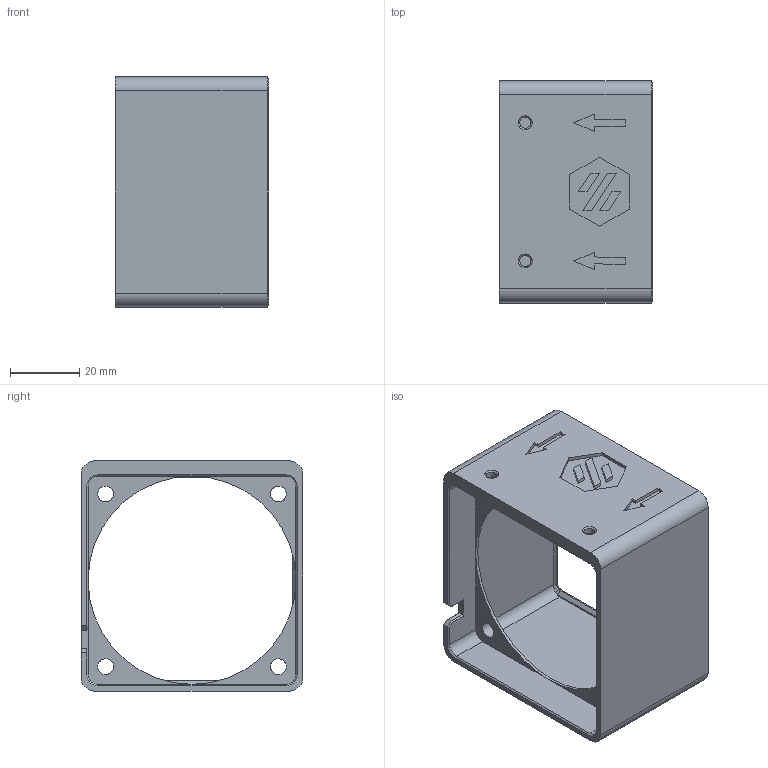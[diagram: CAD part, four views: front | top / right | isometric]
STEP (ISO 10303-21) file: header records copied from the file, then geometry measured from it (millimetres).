
FILE_DESCRIPTION(/* description */ (''),/* implementation_level */ '2;1');
FILE_NAME(/* name */ 'exhaust_housing.step',/* time_stamp */ '2020-09-11T11:31:20-07:00',/* author */ (''),/* organization */ (''),/* preprocessor_version */ 'ST-DEVELOPER v18.1',/* originating_system */ 'Autodesk Translation Framework v9.3.0.1241',/* authorisation */ '');
FILE_SCHEMA (('AUTOMOTIVE_DESIGN { 1 0 10303 214 3 1 1 }'));
Length unit declared in the file: millimetre
Products named in the file (1): chamber_exhaust
Bounding box: 44.4 x 64.2 x 66.7 mm (x, y, z)
Volume: 27596.9 mm3; surface area: 24817.7 mm2
Topology: 1 solids, 1 shells, 138 faces, 361 edges, 226 vertices
Faces by surface type: plane 92, cylinder 25, cone 19, bspline 2
Full cylindrical faces by diameter (mm): 3.2 x2, 4.6 x4, 6.2 x2, 60.2 x1
Entity records: 4399 total; most frequent: CARTESIAN_POINT 941, ORIENTED_EDGE 722, DIRECTION 696, EDGE_CURVE 361, LINE 260, VECTOR 260, VERTEX_POINT 226, AXIS2_PLACEMENT_3D 218
